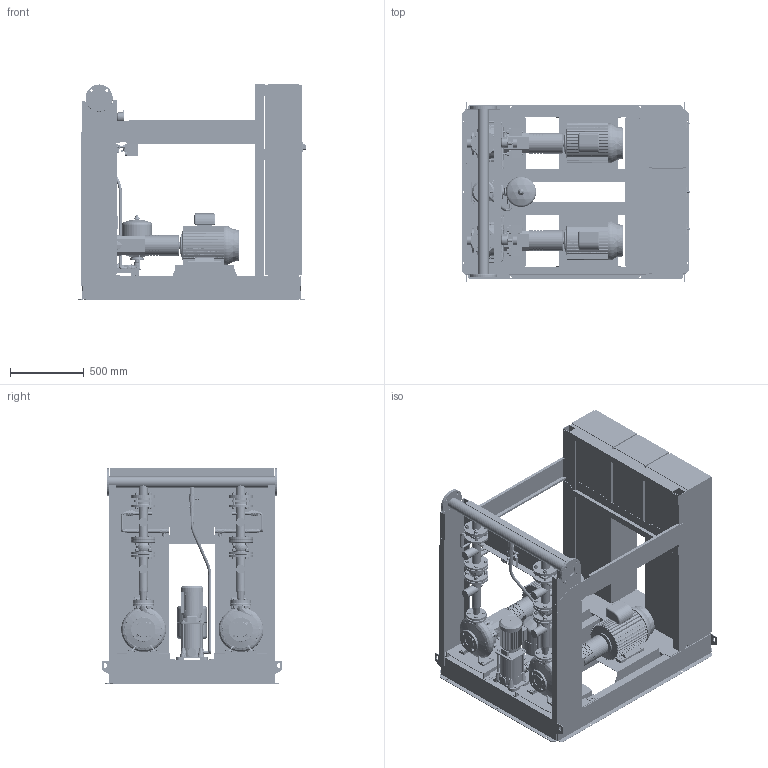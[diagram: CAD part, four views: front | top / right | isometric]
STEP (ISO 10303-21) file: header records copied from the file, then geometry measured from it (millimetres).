
FILE_DESCRIPTION((''),'2;1');
FILE_NAME('3d_Sifire-EN-32_200-210-7.5_7.5_0.75EEJ-4183929.stp','2015-05-25T14:13:14',(''),(''),'Mechanical Desktop 2009','Mechanical Desktop 2009',', , ');
FILE_SCHEMA(('CONFIG_CONTROL_DESIGN'));
Length unit declared in the file: millimetre
Products named in the file (1): Product
Bounding box: 1554.5 x 1230 x 1463 mm (x, y, z)
Volume: 434854208 mm3; surface area: 30327159 mm2
Topology: 225 solids, 225 shells, 5822 faces, 14127 edges, 8991 vertices
Faces by surface type: plane 2156, bspline 1824, cylinder 1164, cone 492, torus 148, sphere 38
Entity records: 189032 total; most frequent: CARTESIAN_POINT 60473, ORIENTED_EDGE 28190, DIRECTION 24199, EDGE_CURVE 14095, VERTEX_POINT 8989, AXIS2_PLACEMENT_3D 8232, VECTOR 7735, LINE 7735
